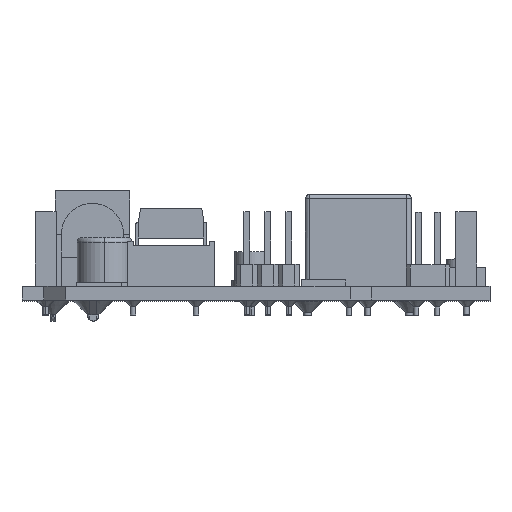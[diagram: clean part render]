
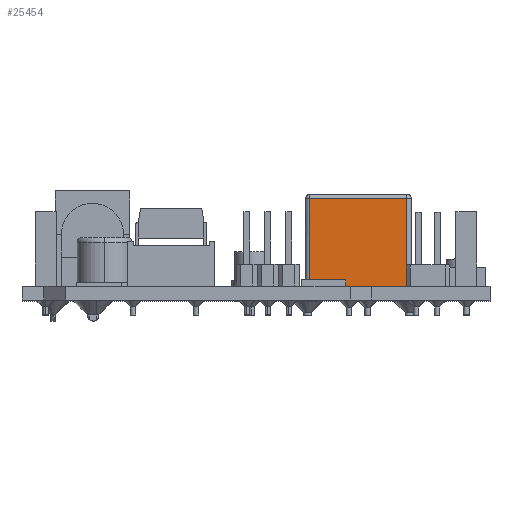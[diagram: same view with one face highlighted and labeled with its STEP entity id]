
A CAD part, top view. The second image highlights one B-rep face of the part: STEP entity #25454.
In plain terms, the highlighted planar face has unit normal (0, 0, 1).
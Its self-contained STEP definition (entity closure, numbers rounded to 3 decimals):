
#1423=DIRECTION('',(1.,0.,0.));
#1424=VECTOR('',#1423,11.1);
#1425=CARTESIAN_POINT('',(6.15,1.6,-23.4));
#1426=LINE('',#1425,#1424);
#7553=DIRECTION('',(0.,-1.,0.));
#7554=VECTOR('',#7553,10.1);
#7555=CARTESIAN_POINT('',(6.15,11.7,-23.4));
#7556=LINE('',#7555,#7554);
#7557=DIRECTION('',(1.,0.,0.));
#7558=VECTOR('',#7557,11.1);
#7559=CARTESIAN_POINT('',(6.15,11.7,-23.4));
#7560=LINE('',#7559,#7558);
#7561=DIRECTION('',(0.,-1.,0.));
#7562=VECTOR('',#7561,10.1);
#7563=CARTESIAN_POINT('',(17.25,11.7,-23.4));
#7564=LINE('',#7563,#7562);
#14493=CARTESIAN_POINT('',(6.15,11.7,-23.4));
#14494=CARTESIAN_POINT('',(17.25,11.7,-23.4));
#14495=VERTEX_POINT('',#14493);
#14496=VERTEX_POINT('',#14494);
#14721=CARTESIAN_POINT('',(6.15,1.6,-23.4));
#14722=CARTESIAN_POINT('',(17.25,1.6,-23.4));
#14723=VERTEX_POINT('',#14721);
#14724=VERTEX_POINT('',#14722);
#25440=CARTESIAN_POINT('',(5.65,1.6,-23.4));
#25441=DIRECTION('',(0.,0.,1.));
#25442=DIRECTION('',(1.,0.,0.));
#25443=AXIS2_PLACEMENT_3D('',#25440,#25441,#25442);
#25444=PLANE('',#25443);
#25445=ORIENTED_EDGE('',*,*,#15396,.F.);
#25447=ORIENTED_EDGE('',*,*,#25446,.F.);
#25449=ORIENTED_EDGE('',*,*,#25448,.T.);
#25451=ORIENTED_EDGE('',*,*,#25450,.T.);
#25452=EDGE_LOOP('',(#25445,#25447,#25449,#25451));
#25453=FACE_OUTER_BOUND('',#25452,.F.);
#25454=ADVANCED_FACE('',(#25453),#25444,.T.);
#15396=EDGE_CURVE('',#14723,#14724,#1426,.T.);
#25446=EDGE_CURVE('',#14495,#14723,#7556,.T.);
#25448=EDGE_CURVE('',#14495,#14496,#7560,.T.);
#25450=EDGE_CURVE('',#14496,#14724,#7564,.T.);
